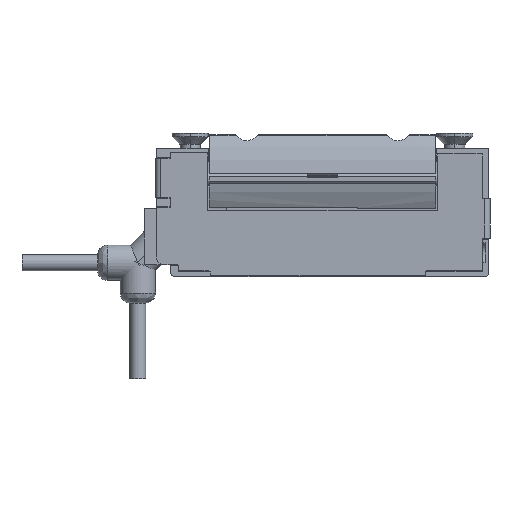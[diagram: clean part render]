
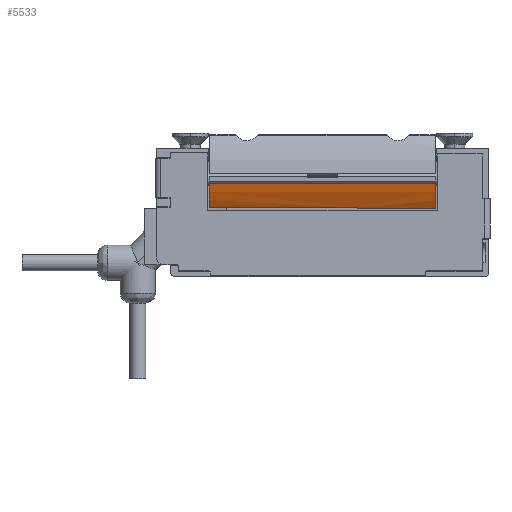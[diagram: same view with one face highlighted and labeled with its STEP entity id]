
A CAD part, left-side view. The second image highlights one B-rep face of the part: STEP entity #5533.
In plain terms, the highlighted cylindrical face has radius 16.5 mm (diameter 33 mm), a partial arc.
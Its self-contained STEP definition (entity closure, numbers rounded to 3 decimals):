
#892 = CARTESIAN_POINT ( 'NONE',  ( -15.401, 10.55, 13.617 ) ) ;
#1094 = ORIENTED_EDGE ( 'NONE', *, *, #20970, .T. ) ;
#1154 = EDGE_CURVE ( 'NONE', #2831, #19419, #16937, .T. ) ;
#1477 = VECTOR ( 'NONE', #10354, 1000. ) ;
#1520 = AXIS2_PLACEMENT_3D ( 'NONE', #21630, #11681, #3612 ) ;
#1990 = CARTESIAN_POINT ( 'NONE',  ( -1.2, 55.55, 22.019 ) ) ;
#2053 = CARTESIAN_POINT ( 'NONE',  ( -15.401, 26.05, 13.617 ) ) ;
#2070 = VERTEX_POINT ( 'NONE', #6286 ) ;
#2831 = VERTEX_POINT ( 'NONE', #2053 ) ;
#3349 = VERTEX_POINT ( 'NONE', #12889 ) ;
#3612 = DIRECTION ( 'NONE',  ( -1., 0., 0. ) ) ;
#3861 = VERTEX_POINT ( 'NONE', #7957 ) ;
#4092 = DIRECTION ( 'NONE',  ( -1., 0., 0. ) ) ;
#4608 = EDGE_CURVE ( 'NONE', #2070, #3861, #10614, .T. ) ;
#4992 = ORIENTED_EDGE ( 'NONE', *, *, #4608, .T. ) ;
#5329 = FACE_OUTER_BOUND ( 'NONE', #14408, .T. ) ;
#5533 = ADVANCED_FACE ( 'NONE', ( #5329 ), #7198, .T. ) ;
#5810 = DIRECTION ( 'NONE',  ( 0., -1., 0. ) ) ;
#6286 = CARTESIAN_POINT ( 'NONE',  ( -15.468, 55.55, 13.731 ) ) ;
#7198 = CYLINDRICAL_SURFACE ( 'NONE', #1520, 16.5 ) ;
#7462 = VECTOR ( 'NONE', #11697, 1000. ) ;
#7957 = CARTESIAN_POINT ( 'NONE',  ( -15.468, 26.05, 13.731 ) ) ;
#8005 = CARTESIAN_POINT ( 'NONE',  ( -17.311, 10.55, 18.457 ) ) ;
#8472 = EDGE_CURVE ( 'NONE', #3349, #2070, #17137, .T. ) ;
#10107 = LINE ( 'NONE', #8005, #7462 ) ;
#10146 = VERTEX_POINT ( 'NONE', #18442 ) ;
#10182 = DIRECTION ( 'NONE',  ( 0., -1., 0. ) ) ;
#10354 = DIRECTION ( 'NONE',  ( 0., -1., 0. ) ) ;
#10431 = DIRECTION ( 'NONE',  ( 0., 1., 0. ) ) ;
#10614 = LINE ( 'NONE', #20337, #1477 ) ;
#10689 = VECTOR ( 'NONE', #21029, 1000. ) ;
#11510 = ORIENTED_EDGE ( 'NONE', *, *, #11513, .T. ) ;
#11513 = EDGE_CURVE ( 'NONE', #3861, #2831, #21137, .T. ) ;
#11681 = DIRECTION ( 'NONE',  ( 0., 1., 0. ) ) ;
#11697 = DIRECTION ( 'NONE',  ( 0., 1., 0. ) ) ;
#11910 = AXIS2_PLACEMENT_3D ( 'NONE', #24087, #10182, #4092 ) ;
#12747 = ORIENTED_EDGE ( 'NONE', *, *, #8472, .T. ) ;
#12889 = CARTESIAN_POINT ( 'NONE',  ( -17.311, 55.55, 18.457 ) ) ;
#14174 = AXIS2_PLACEMENT_3D ( 'NONE', #22354, #10431, #14490 ) ;
#14408 = EDGE_LOOP ( 'NONE', ( #12747, #4992, #11510, #17748, #1094, #18714 ) ) ;
#14490 = DIRECTION ( 'NONE',  ( -1., 0., 0. ) ) ;
#16937 = LINE ( 'NONE', #892, #10689 ) ;
#17137 = CIRCLE ( 'NONE', #20926, 16.5 ) ;
#17410 = EDGE_CURVE ( 'NONE', #10146, #3349, #10107, .T. ) ;
#17748 = ORIENTED_EDGE ( 'NONE', *, *, #1154, .T. ) ;
#18442 = CARTESIAN_POINT ( 'NONE',  ( -17.311, 10.55, 18.457 ) ) ;
#18714 = ORIENTED_EDGE ( 'NONE', *, *, #17410, .T. ) ;
#19195 = CIRCLE ( 'NONE', #14174, 16.5 ) ;
#19419 = VERTEX_POINT ( 'NONE', #19922 ) ;
#19922 = CARTESIAN_POINT ( 'NONE',  ( -15.401, 10.55, 13.617 ) ) ;
#20297 = DIRECTION ( 'NONE',  ( -1., 0., 0. ) ) ;
#20337 = CARTESIAN_POINT ( 'NONE',  ( -15.468, 10.55, 13.731 ) ) ;
#20926 = AXIS2_PLACEMENT_3D ( 'NONE', #1990, #5810, #20297 ) ;
#20970 = EDGE_CURVE ( 'NONE', #19419, #10146, #19195, .T. ) ;
#21029 = DIRECTION ( 'NONE',  ( 0., -1., 0. ) ) ;
#21137 = CIRCLE ( 'NONE', #11910, 16.5 ) ;
#21630 = CARTESIAN_POINT ( 'NONE',  ( -1.2, 10.55, 22.019 ) ) ;
#22354 = CARTESIAN_POINT ( 'NONE',  ( -1.2, 10.55, 22.019 ) ) ;
#24087 = CARTESIAN_POINT ( 'NONE',  ( -1.2, 26.05, 22.019 ) ) ;
